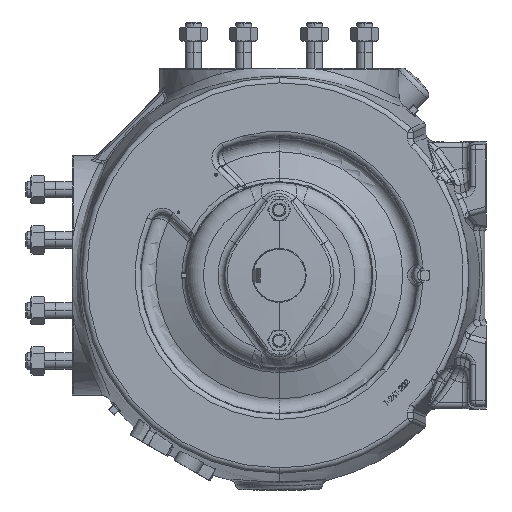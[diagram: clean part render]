
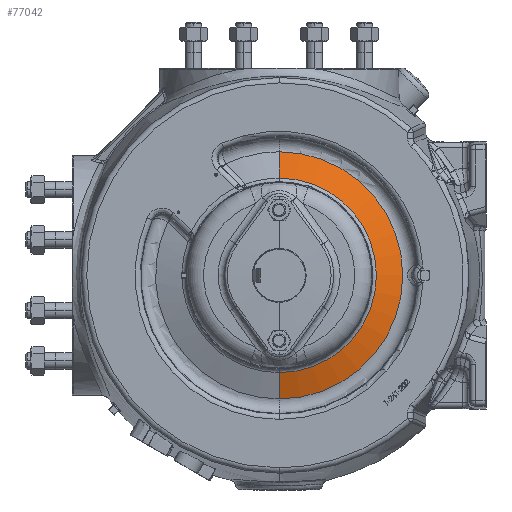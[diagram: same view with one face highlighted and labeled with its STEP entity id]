
A CAD part, left-side view. The second image highlights one B-rep face of the part: STEP entity #77042.
In plain terms, the highlighted conical face has half-angle 70 degrees and reference radius 109.505 mm.
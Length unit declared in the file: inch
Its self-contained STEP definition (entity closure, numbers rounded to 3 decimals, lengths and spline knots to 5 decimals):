
#7695 = DIRECTION ( 'NONE',  ( 1., 0., 0. ) ) ;
#9820 = VERTEX_POINT ( 'NONE', #40619 ) ;
#12916 = AXIS2_PLACEMENT_3D ( 'NONE', #195294, #83865, #214017 ) ;
#15148 = EDGE_CURVE ( 'NONE', #87707, #76646, #91631, .T. ) ;
#18717 = DIRECTION ( 'NONE',  ( 0., 0., -1. ) ) ;
#23183 = EDGE_CURVE ( 'NONE', #9820, #87707, #134072, .T. ) ;
#25223 = CONICAL_SURFACE ( 'NONE', #115376, 4.31124, 1.222 ) ;
#32007 = VECTOR ( 'NONE', #219391, 39.37008 ) ;
#32846 = CARTESIAN_POINT ( 'NONE',  ( -10.49523, 0., 5.67078 ) ) ;
#40619 = CARTESIAN_POINT ( 'NONE',  ( -10.9356, 0., -4.4609 ) ) ;
#42532 = ORIENTED_EDGE ( 'NONE', *, *, #15148, .T. ) ;
#52285 = EDGE_CURVE ( 'NONE', #233043, #76646, #224051, .T. ) ;
#55480 = VECTOR ( 'NONE', #66853, 39.37008 ) ;
#56031 = DIRECTION ( 'NONE',  ( 1., 0., 0. ) ) ;
#60018 = ORIENTED_EDGE ( 'NONE', *, *, #23183, .T. ) ;
#66853 = DIRECTION ( 'NONE',  ( 0.342, 0., -0.94 ) ) ;
#69869 = EDGE_CURVE ( 'NONE', #233043, #9820, #189432, .T. ) ;
#76646 = VERTEX_POINT ( 'NONE', #32846 ) ;
#77042 = ADVANCED_FACE ( 'NONE', ( #130043 ), #25223, .T. ) ;
#83865 = DIRECTION ( 'NONE',  ( -1., 0., 0. ) ) ;
#87707 = VERTEX_POINT ( 'NONE', #136772 ) ;
#91631 = CIRCLE ( 'NONE', #12916, 5.67078 ) ;
#97204 = ORIENTED_EDGE ( 'NONE', *, *, #69869, .T. ) ;
#108013 = CARTESIAN_POINT ( 'NONE',  ( -10.99007, 0., 4.31124 ) ) ;
#115376 = AXIS2_PLACEMENT_3D ( 'NONE', #148897, #56031, #18717 ) ;
#119208 = CARTESIAN_POINT ( 'NONE',  ( -10.9356, 0., 0. ) ) ;
#119221 = CARTESIAN_POINT ( 'NONE',  ( -10.9356, 0., 4.4609 ) ) ;
#123032 = EDGE_LOOP ( 'NONE', ( #187256, #97204, #60018, #42532 ) ) ;
#130043 = FACE_OUTER_BOUND ( 'NONE', #123032, .T. ) ;
#134072 = LINE ( 'NONE', #178212, #55480 ) ;
#136772 = CARTESIAN_POINT ( 'NONE',  ( -10.49523, 0., -5.67078 ) ) ;
#137886 = DIRECTION ( 'NONE',  ( 0., 0., -1. ) ) ;
#148897 = CARTESIAN_POINT ( 'NONE',  ( -10.99007, 0., 0. ) ) ;
#178212 = CARTESIAN_POINT ( 'NONE',  ( -10.99007, 0., -4.31124 ) ) ;
#187256 = ORIENTED_EDGE ( 'NONE', *, *, #52285, .F. ) ;
#189432 = CIRCLE ( 'NONE', #233989, 4.4609 ) ;
#195294 = CARTESIAN_POINT ( 'NONE',  ( -10.49523, 0., 0. ) ) ;
#214017 = DIRECTION ( 'NONE',  ( 0., 0., -1. ) ) ;
#219391 = DIRECTION ( 'NONE',  ( 0.342, 0., 0.94 ) ) ;
#224051 = LINE ( 'NONE', #108013, #32007 ) ;
#233043 = VERTEX_POINT ( 'NONE', #119221 ) ;
#233989 = AXIS2_PLACEMENT_3D ( 'NONE', #119208, #7695, #137886 ) ;
